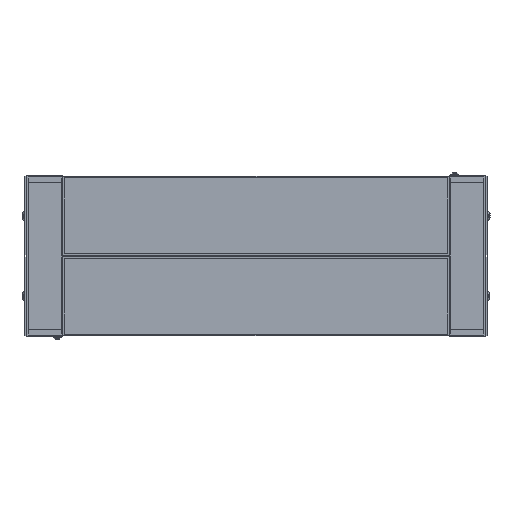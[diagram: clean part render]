
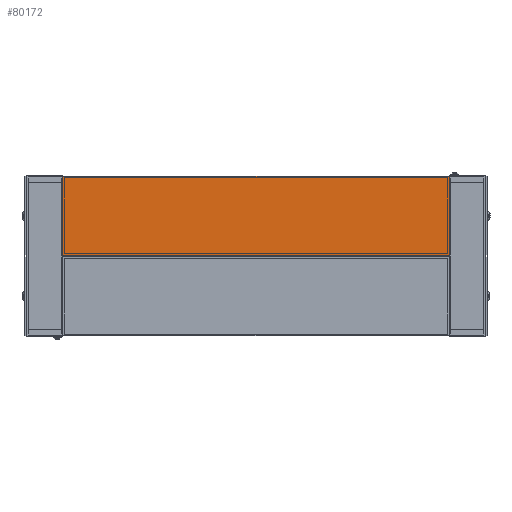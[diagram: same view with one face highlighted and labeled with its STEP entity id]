
A CAD part, left-side view. The second image highlights one B-rep face of the part: STEP entity #80172.
In plain terms, the highlighted planar face has unit normal (-1, 0, 0).
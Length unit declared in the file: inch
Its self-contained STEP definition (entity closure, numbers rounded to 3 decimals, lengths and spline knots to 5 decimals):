
#5021 = CARTESIAN_POINT ( 'NONE',  ( -19.64567, 9.42913, 3.93701 ) ) ;
#5884 = DIRECTION ( 'NONE',  ( 1., 0., 0. ) ) ;
#7029 = VECTOR ( 'NONE', #36379, 39.37008 ) ;
#7113 = CARTESIAN_POINT ( 'NONE',  ( -19.64567, 0., 3.93701 ) ) ;
#8061 = AXIS2_PLACEMENT_3D ( 'NONE', #7113, #5884, #26056 ) ;
#11577 = VECTOR ( 'NONE', #48187, 39.37008 ) ;
#16431 = CARTESIAN_POINT ( 'NONE',  ( -19.64567, 9.42913, 5.86614 ) ) ;
#17183 = LINE ( 'NONE', #24241, #11577 ) ;
#17729 = ORIENTED_EDGE ( 'NONE', *, *, #70193, .F. ) ;
#20537 = DIRECTION ( 'NONE',  ( 0., -1., 0. ) ) ;
#24241 = CARTESIAN_POINT ( 'NONE',  ( -19.64567, -9.42913, 3.93701 ) ) ;
#24566 = VERTEX_POINT ( 'NONE', #50372 ) ;
#25072 = VECTOR ( 'NONE', #20537, 39.37008 ) ;
#25114 = VERTEX_POINT ( 'NONE', #16431 ) ;
#26056 = DIRECTION ( 'NONE',  ( 0., 0., 1. ) ) ;
#26788 = VERTEX_POINT ( 'NONE', #48656 ) ;
#27564 = CARTESIAN_POINT ( 'NONE',  ( -19.64567, 0., 2.00787 ) ) ;
#31639 = VERTEX_POINT ( 'NONE', #71141 ) ;
#36379 = DIRECTION ( 'NONE',  ( 0., 0., 1. ) ) ;
#39986 = DIRECTION ( 'NONE',  ( 0., 1., 0. ) ) ;
#40513 = EDGE_CURVE ( 'NONE', #26788, #31639, #46161, .T. ) ;
#40994 = LINE ( 'NONE', #5021, #7029 ) ;
#42423 = ORIENTED_EDGE ( 'NONE', *, *, #40513, .F. ) ;
#45114 = EDGE_CURVE ( 'NONE', #31639, #25114, #40994, .T. ) ;
#46161 = LINE ( 'NONE', #27564, #80016 ) ;
#48187 = DIRECTION ( 'NONE',  ( 0., 0., -1. ) ) ;
#48656 = CARTESIAN_POINT ( 'NONE',  ( -19.64567, -9.42913, 2.00787 ) ) ;
#50372 = CARTESIAN_POINT ( 'NONE',  ( -19.64567, -9.42913, 5.86614 ) ) ;
#50393 = PLANE ( 'NONE',  #8061 ) ;
#51846 = ORIENTED_EDGE ( 'NONE', *, *, #45114, .F. ) ;
#67638 = EDGE_LOOP ( 'NONE', ( #17729, #69382, #51846, #42423 ) ) ;
#69382 = ORIENTED_EDGE ( 'NONE', *, *, #78528, .F. ) ;
#69829 = FACE_OUTER_BOUND ( 'NONE', #67638, .T. ) ;
#70193 = EDGE_CURVE ( 'NONE', #24566, #26788, #17183, .T. ) ;
#71141 = CARTESIAN_POINT ( 'NONE',  ( -19.64567, 9.42913, 2.00787 ) ) ;
#76829 = LINE ( 'NONE', #77232, #25072 ) ;
#77232 = CARTESIAN_POINT ( 'NONE',  ( -19.64567, 0., 5.86614 ) ) ;
#78528 = EDGE_CURVE ( 'NONE', #25114, #24566, #76829, .T. ) ;
#80016 = VECTOR ( 'NONE', #39986, 39.37008 ) ;
#80172 = ADVANCED_FACE ( 'NONE', ( #69829 ), #50393, .F. ) ;
